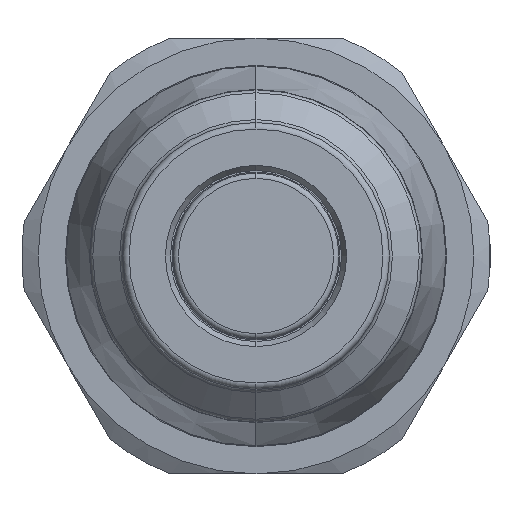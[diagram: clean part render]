
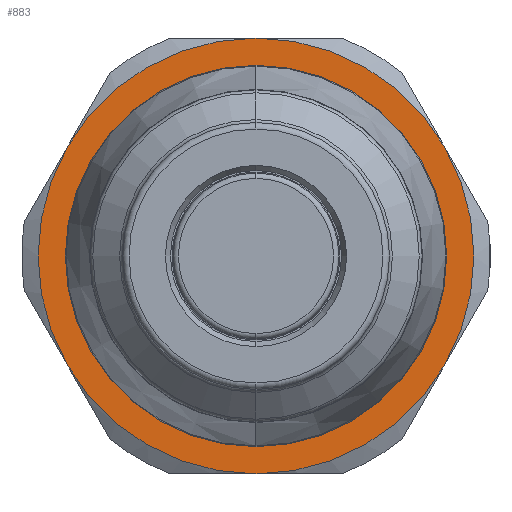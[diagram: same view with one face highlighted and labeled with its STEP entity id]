
A CAD part, left-side view. The second image highlights one B-rep face of the part: STEP entity #883.
In plain terms, the highlighted planar face has unit normal (-1, 0, 0).
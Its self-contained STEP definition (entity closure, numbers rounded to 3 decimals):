
#29 = AXIS2_PLACEMENT_3D ( 'NONE', #2116, #2227, #2148 ) ;
#37 = DIRECTION ( 'NONE',  ( -1., 0., 0. ) ) ;
#39 = DIRECTION ( 'NONE',  ( 0., 0., 1. ) ) ;
#43 = CARTESIAN_POINT ( 'NONE',  ( 65.6, 0., 0. ) ) ;
#131 = DIRECTION ( 'NONE',  ( 0., 0., 1. ) ) ;
#132 = CARTESIAN_POINT ( 'NONE',  ( 65.6, 0., 0. ) ) ;
#135 = DIRECTION ( 'NONE',  ( 0., -1., 0. ) ) ;
#137 = DIRECTION ( 'NONE',  ( -1., 0., 0. ) ) ;
#138 = DIRECTION ( 'NONE',  ( 0., 0., 1. ) ) ;
#139 = DIRECTION ( 'NONE',  ( -1., 0., 0. ) ) ;
#159 = CARTESIAN_POINT ( 'NONE',  ( 65.6, 0., 0. ) ) ;
#163 = DIRECTION ( 'NONE',  ( -1., 0., 0. ) ) ;
#164 = CARTESIAN_POINT ( 'NONE',  ( 65.6, 0., 0. ) ) ;
#165 = DIRECTION ( 'NONE',  ( -1., 0., 0. ) ) ;
#166 = DIRECTION ( 'NONE',  ( 0., 0., 1. ) ) ;
#167 = DIRECTION ( 'NONE',  ( 0., 0., 1. ) ) ;
#220 = CARTESIAN_POINT ( 'NONE',  ( 65.6, 0., 0. ) ) ;
#221 = DIRECTION ( 'NONE',  ( -1., 0., 0. ) ) ;
#222 = DIRECTION ( 'NONE',  ( 0., 0., 1. ) ) ;
#232 = DIRECTION ( 'NONE',  ( -1., 0., 0. ) ) ;
#233 = CARTESIAN_POINT ( 'NONE',  ( 65.6, 0., 0. ) ) ;
#240 = CARTESIAN_POINT ( 'NONE',  ( 65.6, 0., 0. ) ) ;
#351 = DIRECTION ( 'NONE',  ( -1., 0., 0. ) ) ;
#352 = PLANE ( 'NONE',  #763 ) ;
#353 = CARTESIAN_POINT ( 'NONE',  ( 65.6, 17.3, 0. ) ) ;
#391 = DIRECTION ( 'NONE',  ( 0., 0., 1. ) ) ;
#697 = EDGE_CURVE ( 'NONE', #960, #994, #1527, .T. ) ;
#698 = EDGE_CURVE ( 'NONE', #945, #960, #1521, .T. ) ;
#699 = EDGE_CURVE ( 'NONE', #976, #945, #1369, .T. ) ;
#700 = EDGE_CURVE ( 'NONE', #985, #976, #1417, .T. ) ;
#701 = EDGE_CURVE ( 'NONE', #993, #985, #1530, .T. ) ;
#702 = EDGE_CURVE ( 'NONE', #994, #993, #1374, .T. ) ;
#703 = EDGE_CURVE ( 'NONE', #1026, #937, #1377, .T. ) ;
#763 = AXIS2_PLACEMENT_3D ( 'NONE', #353, #351, #391 ) ;
#883 = ADVANCED_FACE ( 'NONE', ( #1804, #1803 ), #352, .T. ) ;
#937 = VERTEX_POINT ( 'NONE', #1974 ) ;
#945 = VERTEX_POINT ( 'NONE', #2201 ) ;
#960 = VERTEX_POINT ( 'NONE', #2193 ) ;
#976 = VERTEX_POINT ( 'NONE', #2181 ) ;
#985 = VERTEX_POINT ( 'NONE', #2233 ) ;
#993 = VERTEX_POINT ( 'NONE', #2027 ) ;
#994 = VERTEX_POINT ( 'NONE', #2016 ) ;
#1026 = VERTEX_POINT ( 'NONE', #2147 ) ;
#1110 = ORIENTED_EDGE ( 'NONE', *, *, #703, .F. ) ;
#1115 = ORIENTED_EDGE ( 'NONE', *, *, #1868, .F. ) ;
#1116 = ORIENTED_EDGE ( 'NONE', *, *, #699, .T. ) ;
#1119 = ORIENTED_EDGE ( 'NONE', *, *, #701, .T. ) ;
#1121 = ORIENTED_EDGE ( 'NONE', *, *, #702, .T. ) ;
#1150 = ORIENTED_EDGE ( 'NONE', *, *, #700, .T. ) ;
#1313 = ORIENTED_EDGE ( 'NONE', *, *, #697, .T. ) ;
#1314 = ORIENTED_EDGE ( 'NONE', *, *, #698, .T. ) ;
#1369 = CIRCLE ( 'NONE', #1911, 20. ) ;
#1374 = CIRCLE ( 'NONE', #1914, 20. ) ;
#1377 = CIRCLE ( 'NONE', #1915, 17.372 ) ;
#1417 = CIRCLE ( 'NONE', #1912, 20. ) ;
#1521 = CIRCLE ( 'NONE', #1910, 20. ) ;
#1527 = CIRCLE ( 'NONE', #1909, 20. ) ;
#1530 = CIRCLE ( 'NONE', #1913, 20. ) ;
#1547 = EDGE_LOOP ( 'NONE', ( #1121, #1119, #1150, #1116, #1314, #1313 ) ) ;
#1572 = EDGE_LOOP ( 'NONE', ( #1110, #1115 ) ) ;
#1758 = CIRCLE ( 'NONE', #29, 17.372 ) ;
#1803 = FACE_OUTER_BOUND ( 'NONE', #1547, .T. ) ;
#1804 = FACE_BOUND ( 'NONE', #1572, .T. ) ;
#1868 = EDGE_CURVE ( 'NONE', #937, #1026, #1758, .T. ) ;
#1909 = AXIS2_PLACEMENT_3D ( 'NONE', #220, #221, #222 ) ;
#1910 = AXIS2_PLACEMENT_3D ( 'NONE', #233, #232, #131 ) ;
#1911 = AXIS2_PLACEMENT_3D ( 'NONE', #132, #37, #39 ) ;
#1912 = AXIS2_PLACEMENT_3D ( 'NONE', #159, #165, #166 ) ;
#1913 = AXIS2_PLACEMENT_3D ( 'NONE', #164, #163, #167 ) ;
#1914 = AXIS2_PLACEMENT_3D ( 'NONE', #240, #139, #138 ) ;
#1915 = AXIS2_PLACEMENT_3D ( 'NONE', #43, #137, #135 ) ;
#1974 = CARTESIAN_POINT ( 'NONE',  ( 65.6, 0., 17.372 ) ) ;
#2016 = CARTESIAN_POINT ( 'NONE',  ( 65.6, 0., 20. ) ) ;
#2027 = CARTESIAN_POINT ( 'NONE',  ( 65.6, 17.321, 10. ) ) ;
#2116 = CARTESIAN_POINT ( 'NONE',  ( 65.6, 0., 0. ) ) ;
#2147 = CARTESIAN_POINT ( 'NONE',  ( 65.6, 0., -17.372 ) ) ;
#2148 = DIRECTION ( 'NONE',  ( 0., -1., 0. ) ) ;
#2181 = CARTESIAN_POINT ( 'NONE',  ( 65.6, 0., -20. ) ) ;
#2193 = CARTESIAN_POINT ( 'NONE',  ( 65.6, -17.321, 10. ) ) ;
#2201 = CARTESIAN_POINT ( 'NONE',  ( 65.6, -17.321, -10. ) ) ;
#2227 = DIRECTION ( 'NONE',  ( -1., 0., 0. ) ) ;
#2233 = CARTESIAN_POINT ( 'NONE',  ( 65.6, 17.321, -10. ) ) ;
